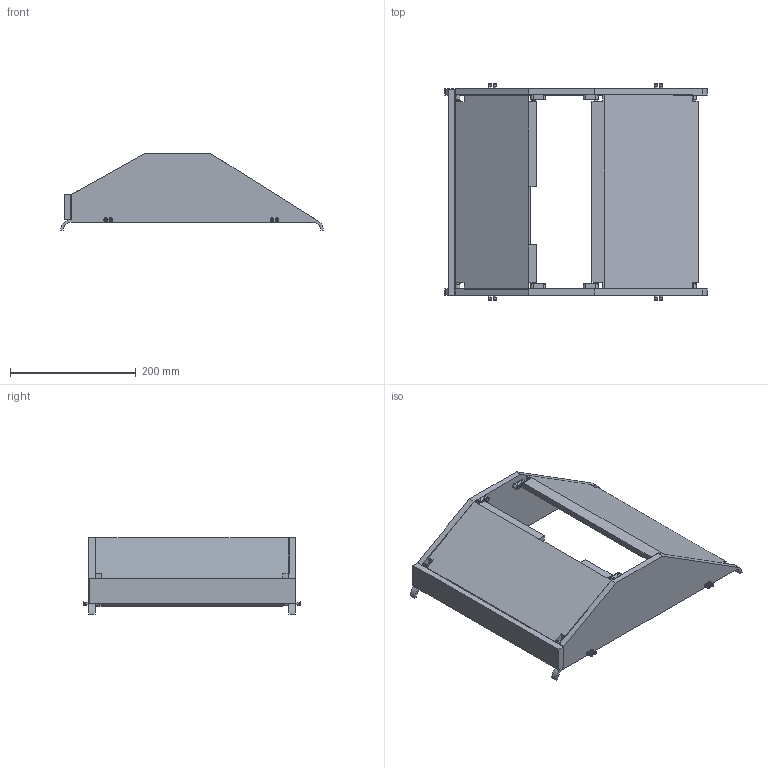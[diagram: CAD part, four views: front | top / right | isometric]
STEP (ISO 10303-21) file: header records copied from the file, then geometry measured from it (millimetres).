
FILE_DESCRIPTION(/* description */ (''),/* implementation_level */ '2;1');
FILE_NAME(/* name */ 'CoverFull v2.step',/* time_stamp */ '2020-09-11T12:51:11+02:00',/* author */ (''),/* organization */ (''),/* preprocessor_version */ 'ST-DEVELOPER v18.1',/* originating_system */ 'Autodesk Translation Framework v9.3.0.1241',/* authorisation */ '');
FILE_SCHEMA (('AUTOMOTIVE_DESIGN { 1 0 10303 214 3 1 1 }'));
Products named in the file (28): CoverFull; halfPin; halfPin_1; halfPin_2; halfPin_3; FrameTop1; halfPin_4; halfPin_5; halfPin_6; halfPin_7; CoverTop2; halfPin_8; halfPin_9; halfPin_10; halfPin_11; CoverTop3; halfPin_12; halfPin_13; halfPin_14; halfPin_15; CoverLeftTop3; Lego, 32316, Technic, Liftarm 1 x 5 Thick; halfPin_16; halfPin_17; halfPin_18; halfPin_19; Lego, 4459, Technic, Pin with Friction Ridges Lengthwise v1; Lego, 32523, Technic, Liftarm 1 x 3 Thick
Assembly tree (52 placements, depth 4):
  CoverFull
    Lego, 32316, Technic, Liftarm 1 x 5 Thick
    Lego, 32523, Technic, Liftarm 1 x 3 Thick  x3
    halfPin
      Lego, 4459, Technic, Pin with Friction Ridges Lengthwise v1
    halfPin_1
      Lego, 4459, Technic, Pin with Friction Ridges Lengthwise v1
    halfPin_2
      Lego, 4459, Technic, Pin with Friction Ridges Lengthwise v1
    halfPin_3
      Lego, 4459, Technic, Pin with Friction Ridges Lengthwise v1
    FrameTop1
      halfPin_4
        Lego, 4459, Technic, Pin with Friction Ridges Lengthwise v1
      halfPin_5
        Lego, 4459, Technic, Pin with Friction Ridges Lengthwise v1
      halfPin_6
        Lego, 4459, Technic, Pin with Friction Ridges Lengthwise v1
      halfPin_7
        Lego, 4459, Technic, Pin with Friction Ridges Lengthwise v1
    CoverTop2
      halfPin_8
        Lego, 4459, Technic, Pin with Friction Ridges Lengthwise v1
      halfPin_9
        Lego, 4459, Technic, Pin with Friction Ridges Lengthwise v1
      halfPin_10
        Lego, 4459, Technic, Pin with Friction Ridges Lengthwise v1
      halfPin_11
        Lego, 4459, Technic, Pin with Friction Ridges Lengthwise v1
    CoverTop3
      halfPin_12
        Lego, 4459, Technic, Pin with Friction Ridges Lengthwise v1
      halfPin_13
        Lego, 4459, Technic, Pin with Friction Ridges Lengthwise v1
      halfPin_14
        Lego, 4459, Technic, Pin with Friction Ridges Lengthwise v1
      halfPin_15
        Lego, 4459, Technic, Pin with Friction Ridges Lengthwise v1
    CoverLeftTop3
      Lego, 32316, Technic, Liftarm 1 x 5 Thick
      Lego, 32523, Technic, Liftarm 1 x 3 Thick  x3
      halfPin_16
        Lego, 4459, Technic, Pin with Friction Ridges Lengthwise v1
      halfPin_17
        Lego, 4459, Technic, Pin with Friction Ridges Lengthwise v1
      halfPin_18
        Lego, 4459, Technic, Pin with Friction Ridges Lengthwise v1
      halfPin_19
        Lego, 4459, Technic, Pin with Friction Ridges Lengthwise v1
Bounding box: 418 x 344.75 x 122.07 mm (x, y, z)
Volume: 1759113.1 mm3; surface area: 427218.8 mm2
Topology: 33 solids, 53 shells, 3237 faces, 9130 edges, 6132 vertices
Faces by surface type: plane 1327, cylinder 1262, torus 504, bspline 144
Full cylindrical faces by diameter (mm): 3 x36, 5 x92, 6 x139
Entity records: 73920 total; most frequent: CARTESIAN_POINT 27353, ORIENTED_EDGE 9876, DIRECTION 9590, EDGE_CURVE 4938, AXIS2_PLACEMENT_3D 3773, VERTEX_POINT 3312, LINE 2044, VECTOR 2044
